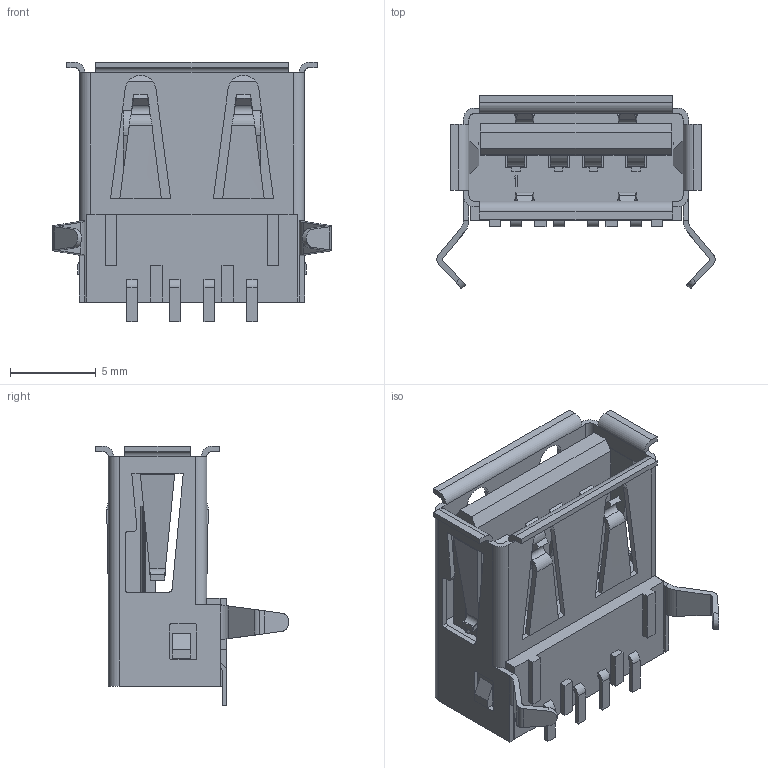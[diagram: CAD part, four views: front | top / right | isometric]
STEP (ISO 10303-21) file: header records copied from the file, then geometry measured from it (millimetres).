
FILE_DESCRIPTION(('STEP AP214'),'1');
FILE_NAME('72w2540_292303-7.stp','2017-05-16T11:58:18',('TraceParts'),('TraceParts S.A.'),'Spatial InterOp 3D',' ',' ');
FILE_SCHEMA(('automotive_design'));
Length unit declared in the file: millimetre
Products named in the file (1): 72w2540_292303-7
Bounding box: 16.23 x 11.28 x 15.16 mm (x, y, z)
Volume: 699.4 mm3; surface area: 1327.1 mm2
Topology: 1 solids, 1 shells, 436 faces, 1137 edges, 718 vertices
Faces by surface type: plane 294, cylinder 94, bspline 46, extrusion 2
Entity records: 14326 total; most frequent: CARTESIAN_POINT 3926, ORIENTED_EDGE 2274, DIRECTION 1905, EDGE_CURVE 1137, VECTOR 887, LINE 885, VERTEX_POINT 718, AXIS2_PLACEMENT_3D 509
